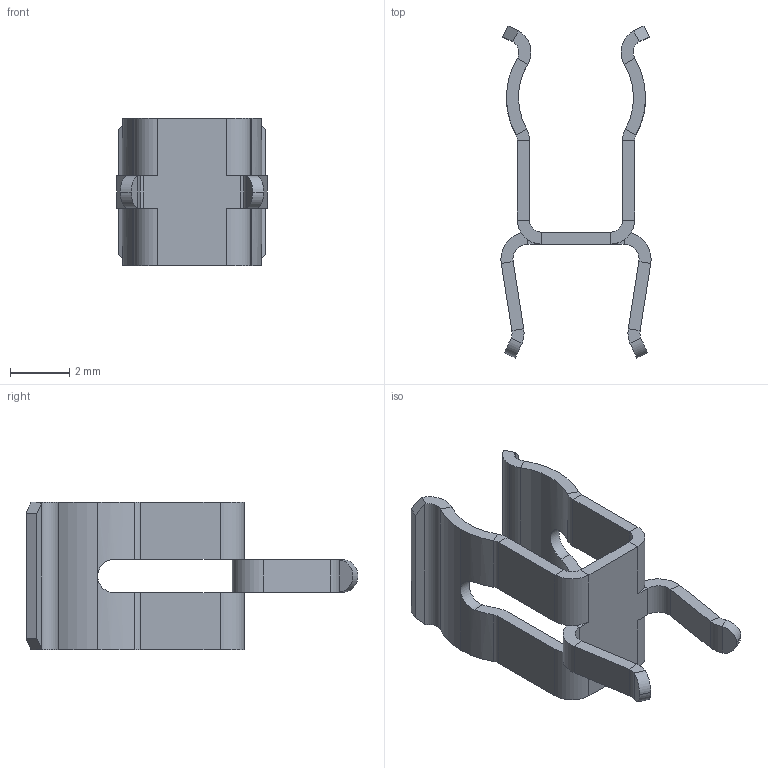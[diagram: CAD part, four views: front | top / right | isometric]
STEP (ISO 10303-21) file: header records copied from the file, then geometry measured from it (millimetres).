
FILE_DESCRIPTION (( 'STEP AP214' ), '1' );
FILE_NAME ('3621.STEP', '2017-02-01T17:09:26', ( '' ), ( '' ), 'SwSTEP 2.0', 'SolidWorks 2013', '' );
FILE_SCHEMA (( 'AUTOMOTIVE_DESIGN' ));
Length unit declared in the file: inch
Products named in the file (1): 3621
Bounding box: 5.08 x 11.22 x 5 mm (x, y, z)
Volume: 35.9 mm3; surface area: 213.2 mm2
Topology: 1 solids, 1 shells, 130 faces, 321 edges, 190 vertices
Faces by surface type: plane 86, cylinder 44
Entity records: 3847 total; most frequent: CARTESIAN_POINT 738, DIRECTION 647, ORIENTED_EDGE 642, EDGE_CURVE 321, AXIS2_PLACEMENT_3D 219, VECTOR 209, LINE 209, VERTEX_POINT 190
